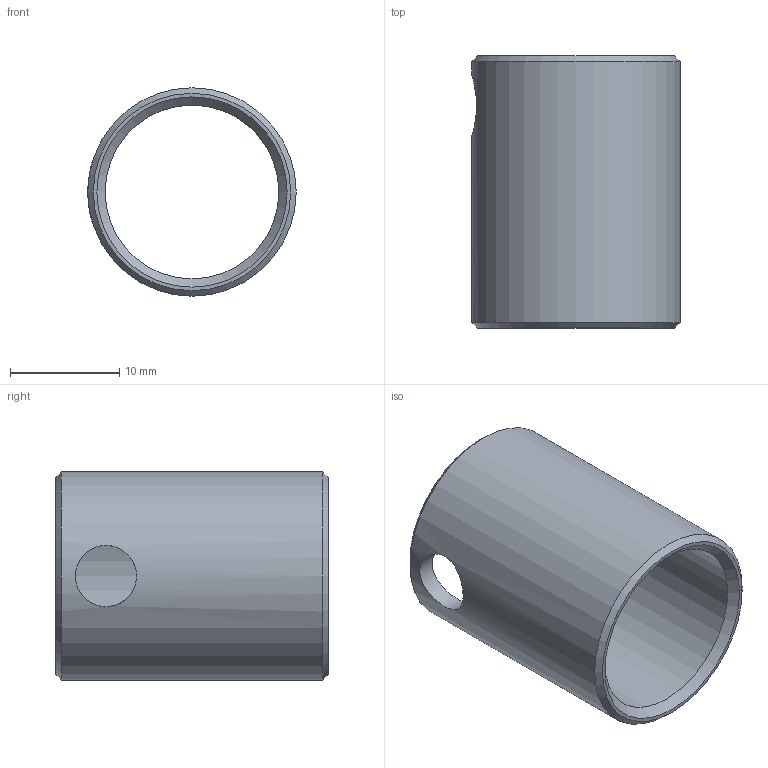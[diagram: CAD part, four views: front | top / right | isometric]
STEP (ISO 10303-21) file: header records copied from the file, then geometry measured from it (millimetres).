
FILE_DESCRIPTION (( 'STEP AP214' ), '1' );
FILE_NAME ('RB52 3_4-5_8.STEP', '2024-04-03T12:41:35', ( '' ), ( '' ), 'SwSTEP 2.0', 'SolidWorks 2023', '' );
FILE_SCHEMA (( 'AUTOMOTIVE_DESIGN' ));
Length unit declared in the file: inch
Products named in the file (1): RB52 3_4-5_8
Bounding box: 19.05 x 24.89 x 19.05 mm (x, y, z)
Volume: 2083.2 mm3; surface area: 2804.8 mm2
Topology: 1 solids, 1 shells, 11 faces, 28 edges, 19 vertices
Faces by surface type: cone 4, cylinder 3, bspline 2, plane 2
Full cylindrical faces by diameter (mm): 5.596 x1, 15.875 x1, 19.05 x1
Entity records: 520 total; most frequent: CARTESIAN_POINT 281, ORIENTED_EDGE 36, DIRECTION 36, EDGE_LOOP 22, AXIS2_PLACEMENT_3D 18, EDGE_CURVE 18, VERTEX_POINT 16, FACE_OUTER_BOUND 14
